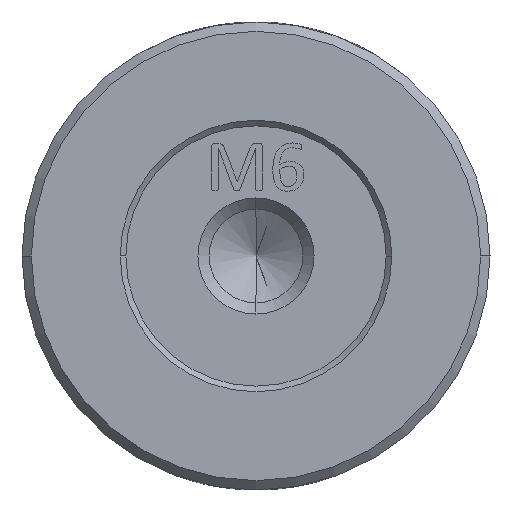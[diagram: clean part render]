
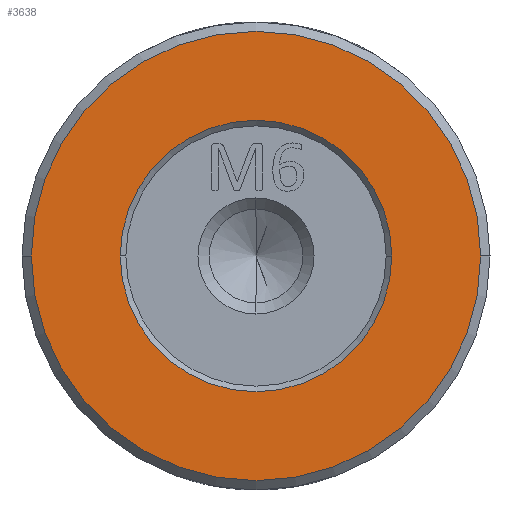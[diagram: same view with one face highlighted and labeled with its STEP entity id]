
A CAD part, left-side view. The second image highlights one B-rep face of the part: STEP entity #3638.
In plain terms, the highlighted planar face has unit normal (-1, 0, 0).
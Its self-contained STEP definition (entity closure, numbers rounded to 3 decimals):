
#259 = CIRCLE ( 'NONE', #25261, 12. ) ;
#295 = AXIS2_PLACEMENT_3D ( 'NONE', #13572, #26657, #11161 ) ;
#369 = AXIS2_PLACEMENT_3D ( 'NONE', #14820, #23644, #18956 ) ;
#1211 = DIRECTION ( 'NONE',  ( 0., -1., 0. ) ) ;
#1476 = ORIENTED_EDGE ( 'NONE', *, *, #15439, .T. ) ;
#1646 = DIRECTION ( 'NONE',  ( -1., 0., 0. ) ) ;
#1658 = DIRECTION ( 'NONE',  ( -1., 0., 0. ) ) ;
#2486 = CIRCLE ( 'NONE', #8870, 12. ) ;
#3345 = VERTEX_POINT ( 'NONE', #23188 ) ;
#3638 = ADVANCED_FACE ( 'NONE', ( #3779, #21151 ), #8213, .T. ) ;
#3779 = FACE_BOUND ( 'NONE', #26457, .T. ) ;
#3937 = CIRCLE ( 'NONE', #295, 7.25 ) ;
#4642 = AXIS2_PLACEMENT_3D ( 'NONE', #12615, #1646, #12478 ) ;
#7892 = EDGE_CURVE ( 'NONE', #25857, #16230, #3937, .T. ) ;
#8213 = PLANE ( 'NONE',  #4642 ) ;
#8870 = AXIS2_PLACEMENT_3D ( 'NONE', #11616, #16306, #1211 ) ;
#9696 = ORIENTED_EDGE ( 'NONE', *, *, #12747, .T. ) ;
#10500 = DIRECTION ( 'NONE',  ( 0., -1., 0. ) ) ;
#11161 = DIRECTION ( 'NONE',  ( 0., -1., 0. ) ) ;
#11616 = CARTESIAN_POINT ( 'NONE',  ( -68.801, -1.144, 0. ) ) ;
#11674 = ORIENTED_EDGE ( 'NONE', *, *, #7892, .T. ) ;
#12478 = DIRECTION ( 'NONE',  ( 0., 1., 0. ) ) ;
#12615 = CARTESIAN_POINT ( 'NONE',  ( -68.801, -1.144, 0. ) ) ;
#12747 = EDGE_CURVE ( 'NONE', #3345, #25409, #2486, .T. ) ;
#13572 = CARTESIAN_POINT ( 'NONE',  ( -68.801, -1.144, 0. ) ) ;
#14820 = CARTESIAN_POINT ( 'NONE',  ( -68.801, -1.144, 0. ) ) ;
#14967 = CARTESIAN_POINT ( 'NONE',  ( -68.801, 10.856, 0. ) ) ;
#15439 = EDGE_CURVE ( 'NONE', #16230, #25857, #24931, .T. ) ;
#16230 = VERTEX_POINT ( 'NONE', #17652 ) ;
#16306 = DIRECTION ( 'NONE',  ( -1., 0., 0. ) ) ;
#17652 = CARTESIAN_POINT ( 'NONE',  ( -68.801, 6.106, 0. ) ) ;
#18956 = DIRECTION ( 'NONE',  ( 0., -1., 0. ) ) ;
#19073 = ORIENTED_EDGE ( 'NONE', *, *, #27867, .T. ) ;
#21151 = FACE_OUTER_BOUND ( 'NONE', #22818, .T. ) ;
#22818 = EDGE_LOOP ( 'NONE', ( #19073, #9696 ) ) ;
#23188 = CARTESIAN_POINT ( 'NONE',  ( -68.801, -13.144, 0. ) ) ;
#23644 = DIRECTION ( 'NONE',  ( 1., 0., 0. ) ) ;
#24931 = CIRCLE ( 'NONE', #369, 7.25 ) ;
#25261 = AXIS2_PLACEMENT_3D ( 'NONE', #25699, #1658, #10500 ) ;
#25337 = CARTESIAN_POINT ( 'NONE',  ( -68.801, -8.394, 0. ) ) ;
#25409 = VERTEX_POINT ( 'NONE', #14967 ) ;
#25699 = CARTESIAN_POINT ( 'NONE',  ( -68.801, -1.144, 0. ) ) ;
#25857 = VERTEX_POINT ( 'NONE', #25337 ) ;
#26457 = EDGE_LOOP ( 'NONE', ( #11674, #1476 ) ) ;
#26657 = DIRECTION ( 'NONE',  ( 1., 0., 0. ) ) ;
#27867 = EDGE_CURVE ( 'NONE', #25409, #3345, #259, .T. ) ;
